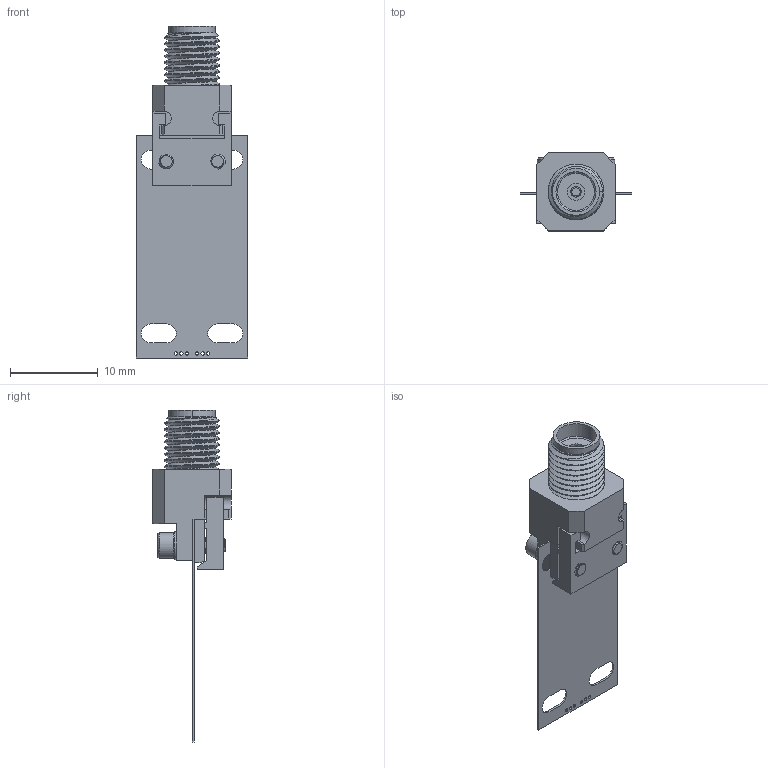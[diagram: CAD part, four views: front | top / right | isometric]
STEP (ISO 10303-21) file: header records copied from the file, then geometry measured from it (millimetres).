
FILE_DESCRIPTION (( 'STEP AP214' ), '1' );
FILE_NAME ('PE45400.STEP', '2018-03-13T21:26:56', ( '' ), ( '' ), 'SwSTEP 2.0', 'SolidWorks 2017', '' );
FILE_SCHEMA (( 'AUTOMOTIVE_DESIGN' ));
Length unit declared in the file: inch
Products named in the file (6): Copy of 1-72 SHCS x .3125^PE45400_92196A067; Copy of Grounding Plate^PE45400; Copy of PE45400-Body^PE45400; Copy of PCB^PE45400; PE45400; Copy of Threaded Clamping Plate^PE45400
Assembly tree (6 placements, depth 2):
  PE45400
    Copy of PE45400-Body^PE45400
    Copy of Grounding Plate^PE45400
    Copy of Threaded Clamping Plate^PE45400
    Copy of 1-72 SHCS x .3125^PE45400_92196A067  x2
    Copy of PCB^PE45400
Bounding box: 12.7 x 8.89 x 37.82 mm (x, y, z)
Volume: 850 mm3; surface area: 1909.8 mm2
Topology: 7 solids, 7 shells, 380 faces, 1012 edges, 659 vertices
Faces by surface type: cylinder 215, plane 127, cone 30, bspline 8
Entity records: 12510 total; most frequent: CARTESIAN_POINT 5052, ORIENTED_EDGE 1530, DIRECTION 1319, EDGE_CURVE 765, VERTEX_POINT 500, AXIS2_PLACEMENT_3D 450, VECTOR 419, LINE 419
